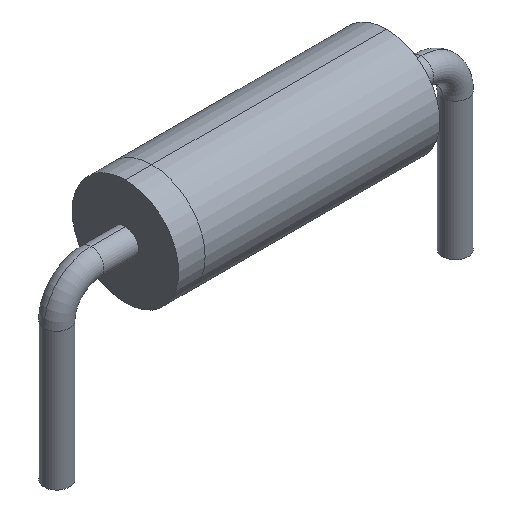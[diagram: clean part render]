
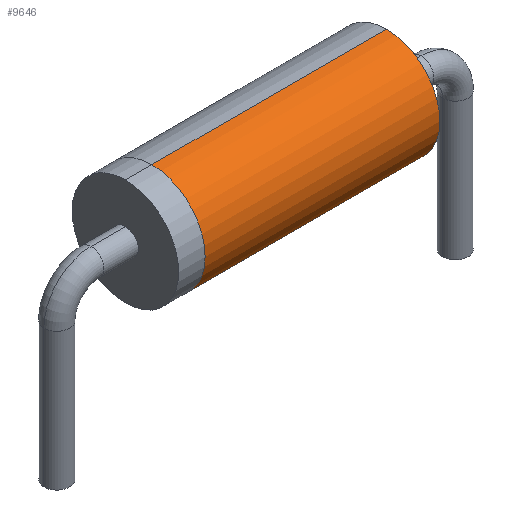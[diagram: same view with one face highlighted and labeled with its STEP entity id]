
A CAD part, isometric view. The second image highlights one B-rep face of the part: STEP entity #9646.
In plain terms, the highlighted cylindrical face has radius 1.55 mm (diameter 3.1 mm), a partial arc.
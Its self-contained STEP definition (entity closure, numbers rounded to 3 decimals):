
#344 = ORIENTED_EDGE ( 'NONE', *, *, #4306, .F. ) ;
#712 = AXIS2_PLACEMENT_3D ( 'NONE', #4555, #6562, #1706 ) ;
#905 = LINE ( 'NONE', #10013, #12004 ) ;
#1668 = AXIS2_PLACEMENT_3D ( 'NONE', #11843, #12572, #4548 ) ;
#1706 = DIRECTION ( 'NONE',  ( 0., 0., -1. ) ) ;
#1895 = VECTOR ( 'NONE', #5981, 1000. ) ;
#2605 = CARTESIAN_POINT ( 'NONE',  ( -3.03, 0., 1.55 ) ) ;
#3453 = CARTESIAN_POINT ( 'NONE',  ( 3.8, 0., 0. ) ) ;
#3743 = EDGE_LOOP ( 'NONE', ( #4972, #4692, #5975, #344 ) ) ;
#4306 = EDGE_CURVE ( 'NONE', #6176, #8442, #6988, .T. ) ;
#4521 = DIRECTION ( 'NONE',  ( 0., 0., 1. ) ) ;
#4548 = DIRECTION ( 'NONE',  ( 0., -1., 0. ) ) ;
#4555 = CARTESIAN_POINT ( 'NONE',  ( 3.8, 0., 0. ) ) ;
#4692 = ORIENTED_EDGE ( 'NONE', *, *, #7243, .F. ) ;
#4774 = CARTESIAN_POINT ( 'NONE',  ( 3.8, 0., -1.55 ) ) ;
#4972 = ORIENTED_EDGE ( 'NONE', *, *, #11584, .F. ) ;
#5013 = CARTESIAN_POINT ( 'NONE',  ( 3.8, 0., -1.55 ) ) ;
#5405 = CARTESIAN_POINT ( 'NONE',  ( 3.8, 0., 1.55 ) ) ;
#5788 = EDGE_CURVE ( 'NONE', #9048, #8442, #905, .T. ) ;
#5975 = ORIENTED_EDGE ( 'NONE', *, *, #5788, .T. ) ;
#5981 = DIRECTION ( 'NONE',  ( -1., 0., 0. ) ) ;
#6139 = DIRECTION ( 'NONE',  ( -1., 0., 0. ) ) ;
#6176 = VERTEX_POINT ( 'NONE', #10856 ) ;
#6431 = CIRCLE ( 'NONE', #712, 1.55 ) ;
#6562 = DIRECTION ( 'NONE',  ( 1., 0., 0. ) ) ;
#6988 = CIRCLE ( 'NONE', #1668, 1.55 ) ;
#7243 = EDGE_CURVE ( 'NONE', #9048, #8911, #6431, .T. ) ;
#8442 = VERTEX_POINT ( 'NONE', #2605 ) ;
#8794 = CYLINDRICAL_SURFACE ( 'NONE', #12645, 1.55 ) ;
#8911 = VERTEX_POINT ( 'NONE', #5013 ) ;
#9048 = VERTEX_POINT ( 'NONE', #5405 ) ;
#9646 = ADVANCED_FACE ( 'NONE', ( #10737 ), #8794, .T. ) ;
#10013 = CARTESIAN_POINT ( 'NONE',  ( 3.8, 0., 1.55 ) ) ;
#10136 = LINE ( 'NONE', #4774, #1895 ) ;
#10737 = FACE_OUTER_BOUND ( 'NONE', #3743, .T. ) ;
#10856 = CARTESIAN_POINT ( 'NONE',  ( -3.03, 0., -1.55 ) ) ;
#11584 = EDGE_CURVE ( 'NONE', #8911, #6176, #10136, .T. ) ;
#11843 = CARTESIAN_POINT ( 'NONE',  ( -3.03, 0., 0. ) ) ;
#12004 = VECTOR ( 'NONE', #6139, 1000. ) ;
#12572 = DIRECTION ( 'NONE',  ( -1., 0., 0. ) ) ;
#12645 = AXIS2_PLACEMENT_3D ( 'NONE', #3453, #12899, #4521 ) ;
#12899 = DIRECTION ( 'NONE',  ( -1., 0., 0. ) ) ;
